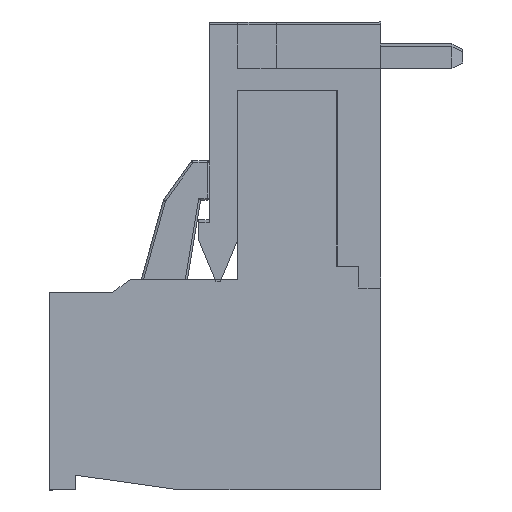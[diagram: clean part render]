
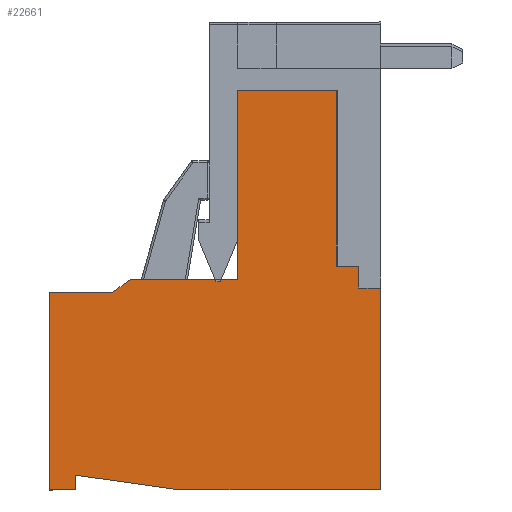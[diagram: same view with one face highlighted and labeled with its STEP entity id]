
A CAD part, left-side view. The second image highlights one B-rep face of the part: STEP entity #22661.
In plain terms, the highlighted planar face has unit normal (-1, 0, 0).
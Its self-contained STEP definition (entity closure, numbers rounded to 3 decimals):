
#62 = ORIENTED_EDGE ( 'NONE', *, *, #17880, .F. ) ;
#189 = VECTOR ( 'NONE', #4949, 1000. ) ;
#571 = ORIENTED_EDGE ( 'NONE', *, *, #11297, .F. ) ;
#641 = VERTEX_POINT ( 'NONE', #21548 ) ;
#824 = DIRECTION ( 'NONE',  ( 0., 0., -1. ) ) ;
#1001 = ORIENTED_EDGE ( 'NONE', *, *, #23149, .F. ) ;
#1192 = EDGE_CURVE ( 'NONE', #22151, #20316, #8325, .T. ) ;
#1202 = ORIENTED_EDGE ( 'NONE', *, *, #21667, .F. ) ;
#1372 = VECTOR ( 'NONE', #3128, 1000. ) ;
#1496 = VECTOR ( 'NONE', #824, 1000. ) ;
#1602 = ORIENTED_EDGE ( 'NONE', *, *, #20648, .F. ) ;
#1699 = LINE ( 'NONE', #7443, #24121 ) ;
#2046 = VERTEX_POINT ( 'NONE', #9355 ) ;
#2196 = CARTESIAN_POINT ( 'NONE',  ( -7.5, 0.4, 0. ) ) ;
#2220 = CARTESIAN_POINT ( 'NONE',  ( -7.5, -8.6, 3.25 ) ) ;
#2352 = LINE ( 'NONE', #9843, #19026 ) ;
#2380 = VECTOR ( 'NONE', #15094, 1000. ) ;
#2517 = ORIENTED_EDGE ( 'NONE', *, *, #8171, .F. ) ;
#2687 = CARTESIAN_POINT ( 'NONE',  ( -7.5, -8.6, -3.25 ) ) ;
#2759 = CARTESIAN_POINT ( 'NONE',  ( -7.5, 0., 3.25 ) ) ;
#3005 = VECTOR ( 'NONE', #4610, 1000. ) ;
#3128 = DIRECTION ( 'NONE',  ( 0., 0., 1. ) ) ;
#3252 = VERTEX_POINT ( 'NONE', #13130 ) ;
#3554 = DIRECTION ( 'NONE',  ( 0., 0., -1. ) ) ;
#4066 = EDGE_CURVE ( 'NONE', #13383, #15465, #12951, .T. ) ;
#4206 = VERTEX_POINT ( 'NONE', #11234 ) ;
#4314 = DIRECTION ( 'NONE',  ( 0., -1., 0. ) ) ;
#4389 = EDGE_CURVE ( 'NONE', #24023, #11739, #2352, .T. ) ;
#4412 = DIRECTION ( 'NONE',  ( 0., 0., -1. ) ) ;
#4558 = DIRECTION ( 'NONE',  ( 1., 0., 0. ) ) ;
#4610 = DIRECTION ( 'NONE',  ( 0., -1., 0. ) ) ;
#4949 = DIRECTION ( 'NONE',  ( 0., 1., 0. ) ) ;
#5106 = CARTESIAN_POINT ( 'NONE',  ( -7.5, 0.4, -2.25 ) ) ;
#5111 = EDGE_CURVE ( 'NONE', #13114, #18299, #1699, .T. ) ;
#5899 = PLANE ( 'NONE',  #7336 ) ;
#6097 = CARTESIAN_POINT ( 'NONE',  ( -7.5, 8.925, 10.65 ) ) ;
#6834 = EDGE_LOOP ( 'NONE', ( #20345, #7980, #13610, #1602, #1001, #18349, #571, #14812, #1202, #20290, #15577, #2517, #15026, #62, #9887 ) ) ;
#7146 = VECTOR ( 'NONE', #19413, 1000. ) ;
#7227 = VERTEX_POINT ( 'NONE', #21079 ) ;
#7309 = CARTESIAN_POINT ( 'NONE',  ( -7.5, 0.6, 0. ) ) ;
#7336 = AXIS2_PLACEMENT_3D ( 'NONE', #21175, #4558, #15513 ) ;
#7362 = LINE ( 'NONE', #24115, #16395 ) ;
#7443 = CARTESIAN_POINT ( 'NONE',  ( -7.5, -3.912, 2.934 ) ) ;
#7959 = VERTEX_POINT ( 'NONE', #11653 ) ;
#7980 = ORIENTED_EDGE ( 'NONE', *, *, #23049, .T. ) ;
#8171 = EDGE_CURVE ( 'NONE', #641, #18073, #12735, .T. ) ;
#8325 = LINE ( 'NONE', #10070, #20534 ) ;
#8440 = CARTESIAN_POINT ( 'NONE',  ( -7.5, 0.6, 11.85 ) ) ;
#9009 = VECTOR ( 'NONE', #3554, 1000. ) ;
#9355 = CARTESIAN_POINT ( 'NONE',  ( -7.5, -8.6, -1.29 ) ) ;
#9391 = CARTESIAN_POINT ( 'NONE',  ( -7.5, -0.6, -2.25 ) ) ;
#9843 = CARTESIAN_POINT ( 'NONE',  ( -7.5, 9.6, 11.85 ) ) ;
#9887 = ORIENTED_EDGE ( 'NONE', *, *, #1192, .F. ) ;
#9900 = CARTESIAN_POINT ( 'NONE',  ( -7.5, 0., 11.85 ) ) ;
#10070 = CARTESIAN_POINT ( 'NONE',  ( -7.5, 0., -2.25 ) ) ;
#10662 = VECTOR ( 'NONE', #14828, 1000. ) ;
#10907 = EDGE_CURVE ( 'NONE', #18073, #13383, #22471, .T. ) ;
#11234 = CARTESIAN_POINT ( 'NONE',  ( -7.5, 0., 3.25 ) ) ;
#11297 = EDGE_CURVE ( 'NONE', #11739, #13114, #18503, .T. ) ;
#11653 = CARTESIAN_POINT ( 'NONE',  ( -7.5, -8.6, 3.25 ) ) ;
#11690 = LINE ( 'NONE', #2687, #7146 ) ;
#11697 = EDGE_CURVE ( 'NONE', #7227, #641, #11690, .T. ) ;
#11739 = VERTEX_POINT ( 'NONE', #8440 ) ;
#11884 = LINE ( 'NONE', #2759, #3005 ) ;
#11941 = FACE_OUTER_BOUND ( 'NONE', #6834, .T. ) ;
#12735 = LINE ( 'NONE', #18262, #1372 ) ;
#12766 = CARTESIAN_POINT ( 'NONE',  ( -7.5, 9.6, -3.25 ) ) ;
#12950 = VECTOR ( 'NONE', #19902, 1000. ) ;
#12951 = LINE ( 'NONE', #14436, #189 ) ;
#13114 = VERTEX_POINT ( 'NONE', #16006 ) ;
#13130 = CARTESIAN_POINT ( 'NONE',  ( -7.5, -0.6, -1.29 ) ) ;
#13383 = VERTEX_POINT ( 'NONE', #6097 ) ;
#13610 = ORIENTED_EDGE ( 'NONE', *, *, #14634, .F. ) ;
#13771 = LINE ( 'NONE', #2220, #21448 ) ;
#14436 = CARTESIAN_POINT ( 'NONE',  ( -7.5, 0., 10.65 ) ) ;
#14634 = EDGE_CURVE ( 'NONE', #7959, #2046, #13771, .T. ) ;
#14812 = ORIENTED_EDGE ( 'NONE', *, *, #4389, .F. ) ;
#14828 = DIRECTION ( 'NONE',  ( 0., 0., -1. ) ) ;
#14975 = DIRECTION ( 'NONE',  ( 0., -0.6, -0.8 ) ) ;
#15026 = ORIENTED_EDGE ( 'NONE', *, *, #11697, .F. ) ;
#15094 = DIRECTION ( 'NONE',  ( 0., -0.139, 0.99 ) ) ;
#15465 = VERTEX_POINT ( 'NONE', #17525 ) ;
#15513 = DIRECTION ( 'NONE',  ( 0., 1., 0. ) ) ;
#15577 = ORIENTED_EDGE ( 'NONE', *, *, #10907, .F. ) ;
#15731 = DIRECTION ( 'NONE',  ( 0., 1., 0. ) ) ;
#16006 = CARTESIAN_POINT ( 'NONE',  ( -7.5, 0.6, 8.95 ) ) ;
#16242 = CARTESIAN_POINT ( 'NONE',  ( -7.5, 9.6, 11.85 ) ) ;
#16395 = VECTOR ( 'NONE', #22387, 1000. ) ;
#16440 = EDGE_CURVE ( 'NONE', #3252, #22151, #20018, .T. ) ;
#17420 = LINE ( 'NONE', #9900, #1496 ) ;
#17525 = CARTESIAN_POINT ( 'NONE',  ( -7.5, 9.6, 10.65 ) ) ;
#17880 = EDGE_CURVE ( 'NONE', #20316, #7227, #22617, .T. ) ;
#18073 = VERTEX_POINT ( 'NONE', #22976 ) ;
#18262 = CARTESIAN_POINT ( 'NONE',  ( -7.5, 9.6, -3.25 ) ) ;
#18299 = VERTEX_POINT ( 'NONE', #20854 ) ;
#18349 = ORIENTED_EDGE ( 'NONE', *, *, #5111, .F. ) ;
#18503 = LINE ( 'NONE', #7309, #10662 ) ;
#19026 = VECTOR ( 'NONE', #4314, 1000. ) ;
#19413 = DIRECTION ( 'NONE',  ( 0., 1., 0. ) ) ;
#19902 = DIRECTION ( 'NONE',  ( 0., 0., -1. ) ) ;
#20018 = LINE ( 'NONE', #20140, #12950 ) ;
#20140 = CARTESIAN_POINT ( 'NONE',  ( -7.5, -0.6, -1.29 ) ) ;
#20265 = DIRECTION ( 'NONE',  ( 0., 0., 1. ) ) ;
#20272 = VECTOR ( 'NONE', #20265, 1000. ) ;
#20290 = ORIENTED_EDGE ( 'NONE', *, *, #4066, .F. ) ;
#20316 = VERTEX_POINT ( 'NONE', #5106 ) ;
#20345 = ORIENTED_EDGE ( 'NONE', *, *, #16440, .F. ) ;
#20534 = VECTOR ( 'NONE', #15731, 1000. ) ;
#20648 = EDGE_CURVE ( 'NONE', #4206, #7959, #11884, .T. ) ;
#20854 = CARTESIAN_POINT ( 'NONE',  ( -7.5, 0., 8.15 ) ) ;
#20867 = CARTESIAN_POINT ( 'NONE',  ( -7.5, 10.22, 1.436 ) ) ;
#21079 = CARTESIAN_POINT ( 'NONE',  ( -7.5, 0.4, -3.25 ) ) ;
#21175 = CARTESIAN_POINT ( 'NONE',  ( -7.5, 0., 0. ) ) ;
#21448 = VECTOR ( 'NONE', #4412, 1000. ) ;
#21548 = CARTESIAN_POINT ( 'NONE',  ( -7.5, 9.6, -3.25 ) ) ;
#21667 = EDGE_CURVE ( 'NONE', #15465, #24023, #21989, .T. ) ;
#21989 = LINE ( 'NONE', #12766, #20272 ) ;
#22151 = VERTEX_POINT ( 'NONE', #9391 ) ;
#22387 = DIRECTION ( 'NONE',  ( 0., -1., 0. ) ) ;
#22471 = LINE ( 'NONE', #20867, #2380 ) ;
#22617 = LINE ( 'NONE', #2196, #9009 ) ;
#22661 = ADVANCED_FACE ( 'NONE', ( #11941 ), #5899, .F. ) ;
#22976 = CARTESIAN_POINT ( 'NONE',  ( -7.5, 9.6, 5.85 ) ) ;
#23049 = EDGE_CURVE ( 'NONE', #3252, #2046, #7362, .T. ) ;
#23149 = EDGE_CURVE ( 'NONE', #18299, #4206, #17420, .T. ) ;
#24023 = VERTEX_POINT ( 'NONE', #16242 ) ;
#24115 = CARTESIAN_POINT ( 'NONE',  ( -7.5, -0.6, -1.29 ) ) ;
#24121 = VECTOR ( 'NONE', #14975, 1000. ) ;
